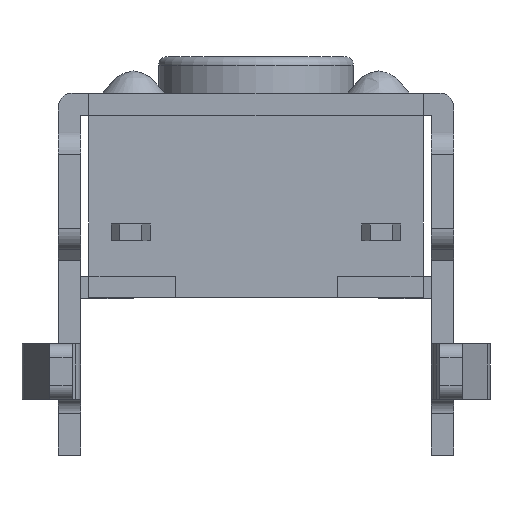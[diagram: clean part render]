
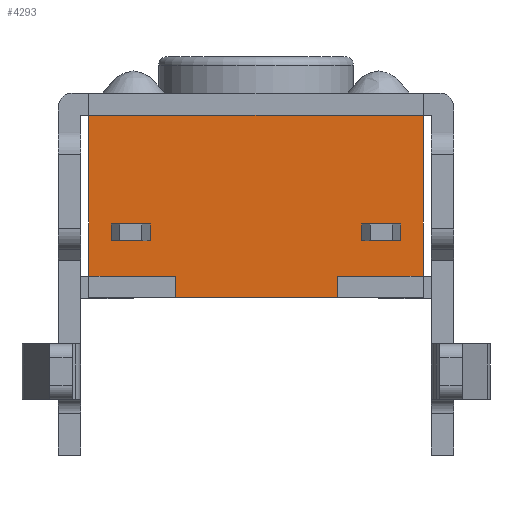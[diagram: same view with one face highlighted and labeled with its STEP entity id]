
A CAD part, left-side view. The second image highlights one B-rep face of the part: STEP entity #4293.
In plain terms, the highlighted planar face has unit normal (-1, 0, 0).
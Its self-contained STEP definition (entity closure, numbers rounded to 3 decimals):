
#517=CARTESIAN_POINT('',(-3.,1.9,0.64));
#518=VERTEX_POINT('',#517);
#525=CARTESIAN_POINT('',(-3.,1.9,0.94));
#526=VERTEX_POINT('',#525);
#527=CARTESIAN_POINT('',(-3.,1.9,0.94));
#528=DIRECTION('',(0.0,0.0,-1.0));
#529=VECTOR('',#528,0.3);
#530=LINE('',#527,#529);
#531=EDGE_CURVE('',#526,#518,#530,.T.);
#548=CARTESIAN_POINT('',(-3.,-2.6,0.64));
#549=VERTEX_POINT('',#548);
#556=CARTESIAN_POINT('',(-3.,-2.6,0.94));
#557=VERTEX_POINT('',#556);
#558=CARTESIAN_POINT('',(-3.,-2.6,0.94));
#559=DIRECTION('',(0.0,0.0,-1.0));
#560=VECTOR('',#559,0.3);
#561=LINE('',#558,#560);
#562=EDGE_CURVE('',#557,#549,#561,.T.);
#587=CARTESIAN_POINT('',(-3.,-1.9,0.94));
#588=VERTEX_POINT('',#587);
#589=CARTESIAN_POINT('',(-3.,-1.9,0.94));
#590=DIRECTION('',(0.0,-1.0,0.0));
#591=VECTOR('',#590,0.7);
#592=LINE('',#589,#591);
#593=EDGE_CURVE('',#588,#557,#592,.T.);
#610=CARTESIAN_POINT('',(-3.,-1.9,0.64));
#611=VERTEX_POINT('',#610);
#618=CARTESIAN_POINT('',(-3.,-2.6,0.64));
#619=DIRECTION('',(0.0,1.0,0.0));
#620=VECTOR('',#619,0.7);
#621=LINE('',#618,#620);
#622=EDGE_CURVE('',#549,#611,#621,.T.);
#648=CARTESIAN_POINT('',(-3.,2.6,0.64));
#649=VERTEX_POINT('',#648);
#656=CARTESIAN_POINT('',(-3.,1.9,0.64));
#657=DIRECTION('',(0.0,1.0,0.0));
#658=VECTOR('',#657,0.7);
#659=LINE('',#656,#658);
#660=EDGE_CURVE('',#518,#649,#659,.T.);
#2400=CARTESIAN_POINT('',(-3.,2.6,0.94));
#2401=VERTEX_POINT('',#2400);
#2402=CARTESIAN_POINT('',(-3.,2.6,0.94));
#2403=DIRECTION('',(0.0,-1.0,0.0));
#2404=VECTOR('',#2403,0.7);
#2405=LINE('',#2402,#2404);
#2406=EDGE_CURVE('',#2401,#526,#2405,.T.);
#2426=CARTESIAN_POINT('',(-3.,2.6,0.64));
#2427=DIRECTION('',(0.0,0.0,1.0));
#2428=VECTOR('',#2427,0.3);
#2429=LINE('',#2426,#2428);
#2430=EDGE_CURVE('',#649,#2401,#2429,.T.);
#2443=CARTESIAN_POINT('',(-3.,-1.9,0.64));
#2444=DIRECTION('',(0.0,0.0,1.0));
#2445=VECTOR('',#2444,0.3);
#2446=LINE('',#2443,#2445);
#2447=EDGE_CURVE('',#611,#588,#2446,.T.);
#3252=CARTESIAN_POINT('',(-3.,-1.46,-0.38));
#3253=VERTEX_POINT('',#3252);
#3260=CARTESIAN_POINT('',(-3.,1.44,-0.38));
#3261=VERTEX_POINT('',#3260);
#3262=CARTESIAN_POINT('',(-3.,1.44,-0.38));
#3263=DIRECTION('',(0.0,-1.0,0.0));
#3264=VECTOR('',#3263,2.9);
#3265=LINE('',#3262,#3264);
#3266=EDGE_CURVE('',#3261,#3253,#3265,.T.);
#3659=CARTESIAN_POINT('',(-3.,1.44,0.0));
#3660=VERTEX_POINT('',#3659);
#3661=CARTESIAN_POINT('',(-3.,1.44,0.0));
#3662=DIRECTION('',(0.0,0.0,-1.0));
#3663=VECTOR('',#3662,0.38);
#3664=LINE('',#3661,#3663);
#3665=EDGE_CURVE('',#3660,#3261,#3664,.T.);
#3684=CARTESIAN_POINT('',(-3.,-1.46,0.0));
#3685=VERTEX_POINT('',#3684);
#3692=CARTESIAN_POINT('',(-3.,-1.46,0.0));
#3693=DIRECTION('',(0.0,0.0,-1.0));
#3694=VECTOR('',#3693,0.38);
#3695=LINE('',#3692,#3694);
#3696=EDGE_CURVE('',#3685,#3253,#3695,.T.);
#3708=CARTESIAN_POINT('',(-3.,-3.,0.0));
#3709=VERTEX_POINT('',#3708);
#3716=CARTESIAN_POINT('',(-3.,-1.46,0.0));
#3717=DIRECTION('',(0.0,-1.0,0.0));
#3718=VECTOR('',#3717,1.54);
#3719=LINE('',#3716,#3718);
#3720=EDGE_CURVE('',#3685,#3709,#3719,.T.);
#3731=CARTESIAN_POINT('',(-3.,3.,0.0));
#3732=VERTEX_POINT('',#3731);
#3733=CARTESIAN_POINT('',(-3.,3.,0.0));
#3734=DIRECTION('',(0.0,-1.0,0.0));
#3735=VECTOR('',#3734,1.56);
#3736=LINE('',#3733,#3735);
#3737=EDGE_CURVE('',#3732,#3660,#3736,.T.);
#4247=CARTESIAN_POINT('',(-3.,-3.,0.0));
#4248=DIRECTION('',(-1.0,0.0,0.0));
#4249=DIRECTION('',(0.0,0.0,1.0));
#4250=AXIS2_PLACEMENT_3D('',#4247,#4248,#4249);
#4251=PLANE('',#4250);
#4252=CARTESIAN_POINT('',(-3.,-3.,2.89));
#4253=VERTEX_POINT('',#4252);
#4254=CARTESIAN_POINT('',(-3.,3.,2.89));
#4255=VERTEX_POINT('',#4254);
#4256=CARTESIAN_POINT('',(-3.,-3.,2.89));
#4257=DIRECTION('',(0.0,1.0,0.0));
#4258=VECTOR('',#4257,6.);
#4259=LINE('',#4256,#4258);
#4260=EDGE_CURVE('',#4253,#4255,#4259,.T.);
#4261=ORIENTED_EDGE('',*,*,#4260,.T.);
#4262=CARTESIAN_POINT('',(-3.,3.,0.0));
#4263=DIRECTION('',(0.0,0.0,1.0));
#4264=VECTOR('',#4263,2.89);
#4265=LINE('',#4262,#4264);
#4266=EDGE_CURVE('',#3732,#4255,#4265,.T.);
#4267=ORIENTED_EDGE('',*,*,#4266,.F.);
#4268=ORIENTED_EDGE('',*,*,#3737,.T.);
#4269=ORIENTED_EDGE('',*,*,#3665,.T.);
#4270=ORIENTED_EDGE('',*,*,#3266,.T.);
#4271=ORIENTED_EDGE('',*,*,#3696,.F.);
#4272=ORIENTED_EDGE('',*,*,#3720,.T.);
#4273=CARTESIAN_POINT('',(-3.,-3.,0.0));
#4274=DIRECTION('',(0.0,0.0,1.0));
#4275=VECTOR('',#4274,2.89);
#4276=LINE('',#4273,#4275);
#4277=EDGE_CURVE('',#3709,#4253,#4276,.T.);
#4278=ORIENTED_EDGE('',*,*,#4277,.T.);
#4279=EDGE_LOOP('',(#4261,#4267,#4268,#4269,#4270,#4271,#4272,#4278));
#4280=FACE_OUTER_BOUND('',#4279,.T.);
#4281=ORIENTED_EDGE('',*,*,#2406,.T.);
#4282=ORIENTED_EDGE('',*,*,#531,.T.);
#4283=ORIENTED_EDGE('',*,*,#660,.T.);
#4284=ORIENTED_EDGE('',*,*,#2430,.T.);
#4285=EDGE_LOOP('',(#4281,#4282,#4283,#4284));
#4286=FACE_BOUND('',#4285,.T.);
#4287=ORIENTED_EDGE('',*,*,#593,.T.);
#4288=ORIENTED_EDGE('',*,*,#562,.T.);
#4289=ORIENTED_EDGE('',*,*,#622,.T.);
#4290=ORIENTED_EDGE('',*,*,#2447,.T.);
#4291=EDGE_LOOP('',(#4287,#4288,#4289,#4290));
#4292=FACE_BOUND('',#4291,.T.);
#4293=ADVANCED_FACE('',(#4280,#4286,#4292),#4251,.T.);
